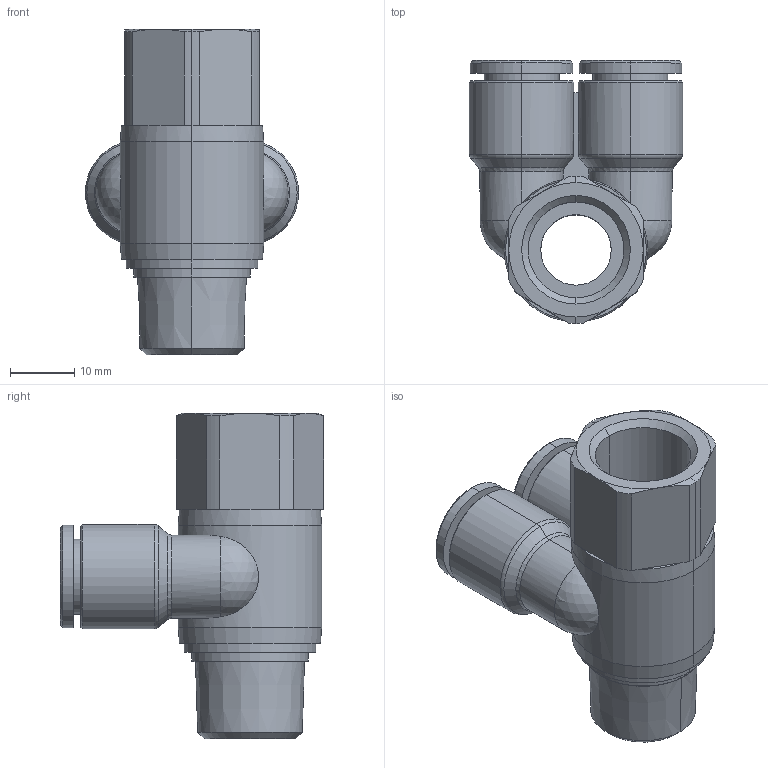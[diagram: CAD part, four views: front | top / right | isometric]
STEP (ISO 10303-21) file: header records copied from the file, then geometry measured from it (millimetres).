
FILE_DESCRIPTION((''),'2;1');
FILE_NAME('GPAF_1003-G03(3D).stp','2012-12-20T09:54:08',(''),(''),'Mechanical Desktop.R8.0.24.0','Mechanical Desktop.R8.0.24.0',', , ');
FILE_SCHEMA(('CONFIG_CONTROL_DESIGN'));
Length unit declared in the file: millimetre
Products named in the file (2): GPAF_1003-G03(3D); 睡ヶ1
Assembly tree (1 placements, depth 2):
  GPAF_1003-G03(3D)
    睡ヶ1
Bounding box: 33.3 x 41.1 x 50.8 mm (x, y, z)
Volume: 16587.7 mm3; surface area: 9702 mm2
Topology: 1 solids, 1 shells, 897 faces, 2525 edges, 1662 vertices
Faces by surface type: plane 787, cone 44, cylinder 42, bspline 16, torus 6, sphere 2
Entity records: 28980 total; most frequent: CARTESIAN_POINT 5724, ORIENTED_EDGE 5050, DIRECTION 4397, EDGE_CURVE 2525, VECTOR 2311, LINE 2311, VERTEX_POINT 1662, AXIS2_PLACEMENT_3D 1043
